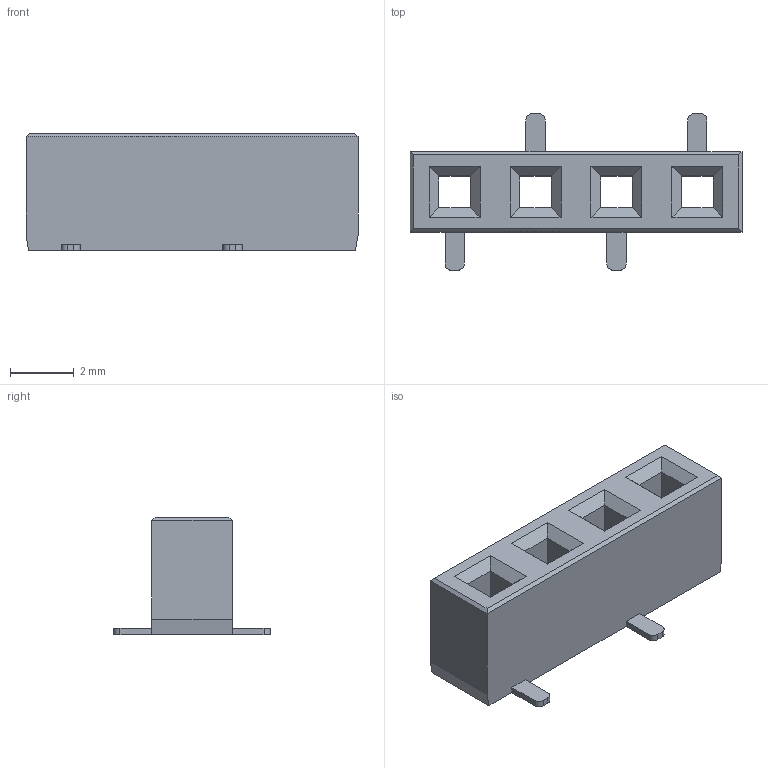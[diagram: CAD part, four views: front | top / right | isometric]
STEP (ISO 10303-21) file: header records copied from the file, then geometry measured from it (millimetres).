
FILE_DESCRIPTION (( 'STEP AP214' ), '1' );
FILE_NAME ('PBS_SMD_4P.STEP', '2025-01-01T17:31:25', ( '' ), ( '' ), 'SwSTEP 2.0', 'SolidWorks 2024', '' );
FILE_SCHEMA (( 'AUTOMOTIVE_DESIGN' ));
Length unit declared in the file: millimetre
Products named in the file (1): PBS_SMD_4P
Bounding box: 10.42 x 4.92 x 3.69 mm (x, y, z)
Volume: 81.4 mm3; surface area: 201.9 mm2
Topology: 1 solids, 1 shells, 76 faces, 194 edges, 120 vertices
Faces by surface type: plane 68, cylinder 8
Entity records: 2577 total; most frequent: CARTESIAN_POINT 391, ORIENTED_EDGE 388, DIRECTION 364, EDGE_CURVE 194, LINE 178, VECTOR 178, VERTEX_POINT 120, AXIS2_PLACEMENT_3D 93
